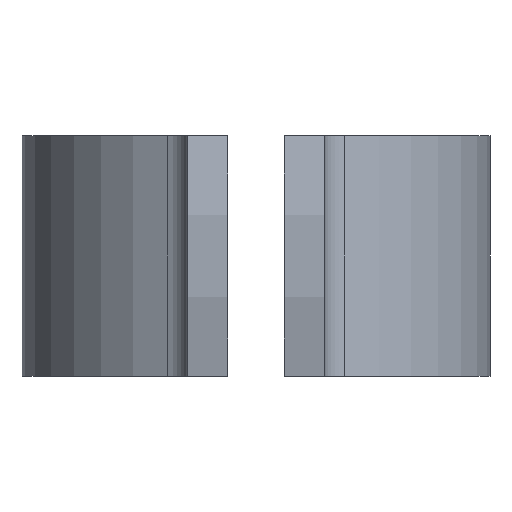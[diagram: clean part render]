
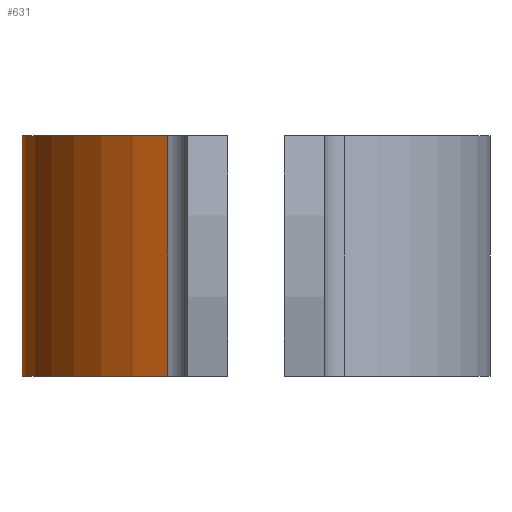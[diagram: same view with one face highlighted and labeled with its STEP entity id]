
A CAD part, left-side view. The second image highlights one B-rep face of the part: STEP entity #631.
In plain terms, the highlighted cylindrical face has radius 29.15 mm (diameter 58.3 mm), a partial arc.
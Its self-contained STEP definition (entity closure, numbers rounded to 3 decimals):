
#8 = LINE ( 'NONE', #289, #482 ) ;
#17 = ORIENTED_EDGE ( 'NONE', *, *, #1187, .T. ) ;
#18 = AXIS2_PLACEMENT_3D ( 'NONE', #1216, #346, #268 ) ;
#88 = EDGE_CURVE ( 'NONE', #634, #672, #292, .T. ) ;
#177 = DIRECTION ( 'NONE',  ( 0., 0., 1. ) ) ;
#181 = CARTESIAN_POINT ( 'NONE',  ( 26.998, 10.992, -30. ) ) ;
#206 = DIRECTION ( 'NONE',  ( 0., 0., 1. ) ) ;
#268 = DIRECTION ( 'NONE',  ( 1., 0., 0. ) ) ;
#272 = EDGE_CURVE ( 'NONE', #1010, #672, #8, .T. ) ;
#277 = DIRECTION ( 'NONE',  ( -1., 0., 0. ) ) ;
#289 = CARTESIAN_POINT ( 'NONE',  ( -26.998, 10.992, -30. ) ) ;
#292 = CIRCLE ( 'NONE', #997, 29.15 ) ;
#337 = DIRECTION ( 'NONE',  ( 0., 0., 1. ) ) ;
#346 = DIRECTION ( 'NONE',  ( 0., 0., 1. ) ) ;
#408 = EDGE_LOOP ( 'NONE', ( #810, #1184, #17, #1164 ) ) ;
#437 = CARTESIAN_POINT ( 'NONE',  ( 0., 0., 0. ) ) ;
#482 = VECTOR ( 'NONE', #206, 1000. ) ;
#515 = AXIS2_PLACEMENT_3D ( 'NONE', #530, #720, #708 ) ;
#530 = CARTESIAN_POINT ( 'NONE',  ( 0., 0., -30. ) ) ;
#601 = CARTESIAN_POINT ( 'NONE',  ( 26.998, 10.992, -30. ) ) ;
#631 = ADVANCED_FACE ( 'NONE', ( #817 ), #731, .T. ) ;
#634 = VERTEX_POINT ( 'NONE', #1209 ) ;
#658 = CARTESIAN_POINT ( 'NONE',  ( -26.998, 10.992, -30. ) ) ;
#665 = EDGE_CURVE ( 'NONE', #1225, #634, #931, .T. ) ;
#672 = VERTEX_POINT ( 'NONE', #1040 ) ;
#708 = DIRECTION ( 'NONE',  ( -1., 0., 0. ) ) ;
#720 = DIRECTION ( 'NONE',  ( 0., 0., 1. ) ) ;
#731 = CYLINDRICAL_SURFACE ( 'NONE', #18, 29.15 ) ;
#770 = VECTOR ( 'NONE', #177, 1000. ) ;
#810 = ORIENTED_EDGE ( 'NONE', *, *, #88, .F. ) ;
#817 = FACE_OUTER_BOUND ( 'NONE', #408, .T. ) ;
#931 = LINE ( 'NONE', #181, #770 ) ;
#997 = AXIS2_PLACEMENT_3D ( 'NONE', #437, #337, #277 ) ;
#1010 = VERTEX_POINT ( 'NONE', #658 ) ;
#1040 = CARTESIAN_POINT ( 'NONE',  ( -26.998, 10.992, 0. ) ) ;
#1059 = CIRCLE ( 'NONE', #515, 29.15 ) ;
#1164 = ORIENTED_EDGE ( 'NONE', *, *, #272, .T. ) ;
#1184 = ORIENTED_EDGE ( 'NONE', *, *, #665, .F. ) ;
#1187 = EDGE_CURVE ( 'NONE', #1225, #1010, #1059, .T. ) ;
#1209 = CARTESIAN_POINT ( 'NONE',  ( 26.998, 10.992, 0. ) ) ;
#1216 = CARTESIAN_POINT ( 'NONE',  ( 0., 0., -30. ) ) ;
#1225 = VERTEX_POINT ( 'NONE', #601 ) ;
